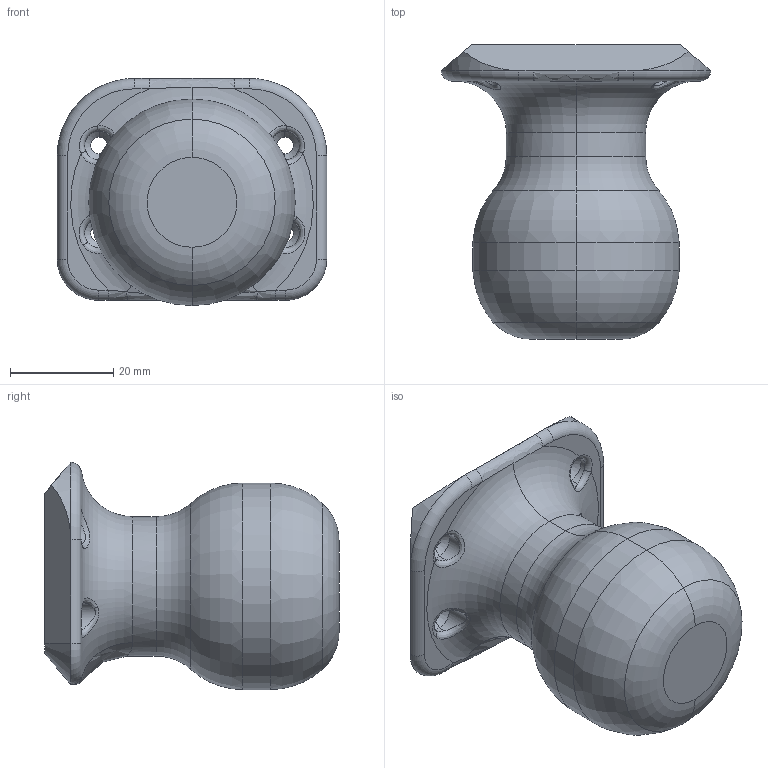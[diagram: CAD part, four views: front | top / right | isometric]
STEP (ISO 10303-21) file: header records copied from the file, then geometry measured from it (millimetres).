
FILE_DESCRIPTION (( 'STEP AP214' ), '1' );
FILE_NAME ('SAM_gripper_leader_pas_down.STEP', '2025-01-03T00:28:03', ( '' ), ( '' ), 'SwSTEP 2.0', 'SolidWorks 2023', '' );
FILE_SCHEMA (( 'AUTOMOTIVE_DESIGN' ));
Length unit declared in the file: millimetre
Products named in the file (1): SAM_gripper_leader_pas_down
Bounding box: 52.2 x 57 x 44 mm (x, y, z)
Volume: 57833.4 mm3; surface area: 10237.9 mm2
Topology: 1 solids, 1 shells, 75 faces, 176 edges, 101 vertices
Faces by surface type: cylinder 28, torus 16, bspline 11, cone 10, plane 10
Entity records: 3475 total; most frequent: CARTESIAN_POINT 1780, DIRECTION 360, ORIENTED_EDGE 352, EDGE_CURVE 176, AXIS2_PLACEMENT_3D 154, VERTEX_POINT 101, CIRCLE 89, EDGE_LOOP 81
